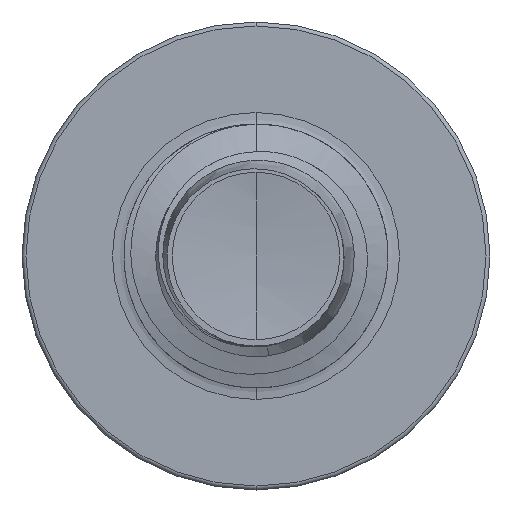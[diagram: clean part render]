
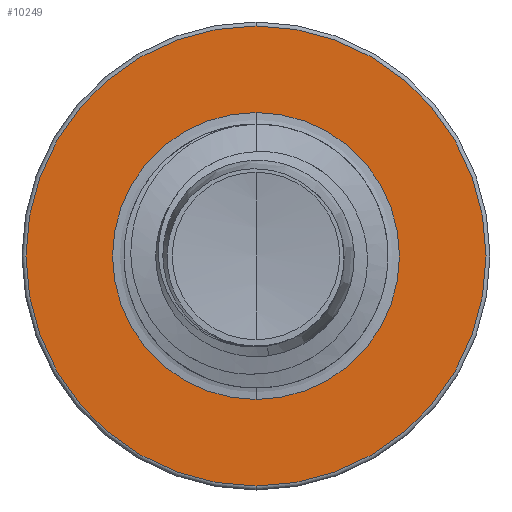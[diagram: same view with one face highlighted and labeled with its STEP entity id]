
A CAD part, front view. The second image highlights one B-rep face of the part: STEP entity #10249.
In plain terms, the highlighted planar face has unit normal (0, -1, 0).
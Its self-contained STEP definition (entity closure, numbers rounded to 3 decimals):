
#539 = DIRECTION ( 'NONE',  ( 0., 0., 1. ) ) ;
#725 = EDGE_CURVE ( 'NONE', #853, #9634, #16089, .T. ) ;
#853 = VERTEX_POINT ( 'NONE', #1373 ) ;
#1373 = CARTESIAN_POINT ( 'NONE',  ( 0., 3.5, -1.196 ) ) ;
#1376 = EDGE_LOOP ( 'NONE', ( #15899, #15291 ) ) ;
#1982 = CIRCLE ( 'NONE', #14577, 1.917 ) ;
#2189 = DIRECTION ( 'NONE',  ( 0., 0., 1. ) ) ;
#2213 = DIRECTION ( 'NONE',  ( 0., 1., 0. ) ) ;
#2236 = CARTESIAN_POINT ( 'NONE',  ( 0., 3.5, 0. ) ) ;
#2373 = DIRECTION ( 'NONE',  ( 0., 0., 1. ) ) ;
#2394 = CARTESIAN_POINT ( 'NONE',  ( 0., 3.5, 1.196 ) ) ;
#2398 = DIRECTION ( 'NONE',  ( 0., 1., 0. ) ) ;
#2423 = CARTESIAN_POINT ( 'NONE',  ( 0., 3.5, 0. ) ) ;
#2473 = EDGE_CURVE ( 'NONE', #12967, #14496, #12076, .T. ) ;
#2530 = DIRECTION ( 'NONE',  ( 0., 0., 1. ) ) ;
#2634 = DIRECTION ( 'NONE',  ( 0., 1., 0. ) ) ;
#2655 = CARTESIAN_POINT ( 'NONE',  ( 0., 3.5, 0. ) ) ;
#5050 = EDGE_CURVE ( 'NONE', #9634, #853, #6136, .T. ) ;
#5059 = EDGE_LOOP ( 'NONE', ( #13137, #10616 ) ) ;
#5075 = EDGE_CURVE ( 'NONE', #14496, #12967, #1982, .T. ) ;
#5321 = AXIS2_PLACEMENT_3D ( 'NONE', #2236, #2213, #2189 ) ;
#5666 = AXIS2_PLACEMENT_3D ( 'NONE', #2655, #2634, #2530 ) ;
#6136 = CIRCLE ( 'NONE', #5666, 1.196 ) ;
#6271 = CARTESIAN_POINT ( 'NONE',  ( 0., 3.5, -1.196 ) ) ;
#7349 = AXIS2_PLACEMENT_3D ( 'NONE', #6271, #8956, #539 ) ;
#8956 = DIRECTION ( 'NONE',  ( 0., 1., 0. ) ) ;
#9444 = FACE_OUTER_BOUND ( 'NONE', #5059, .T. ) ;
#9634 = VERTEX_POINT ( 'NONE', #2394 ) ;
#9855 = DIRECTION ( 'NONE',  ( 0., 0., 1. ) ) ;
#9858 = DIRECTION ( 'NONE',  ( 0., 1., 0. ) ) ;
#9874 = CARTESIAN_POINT ( 'NONE',  ( 0., 3.5, 0. ) ) ;
#10249 = ADVANCED_FACE ( 'NONE', ( #9444, #12558 ), #12522, .F. ) ;
#10616 = ORIENTED_EDGE ( 'NONE', *, *, #5075, .F. ) ;
#11130 = CARTESIAN_POINT ( 'NONE',  ( 0., 3.5, -1.917 ) ) ;
#12076 = CIRCLE ( 'NONE', #14485, 1.917 ) ;
#12522 = PLANE ( 'NONE',  #7349 ) ;
#12558 = FACE_BOUND ( 'NONE', #1376, .T. ) ;
#12967 = VERTEX_POINT ( 'NONE', #15074 ) ;
#13137 = ORIENTED_EDGE ( 'NONE', *, *, #2473, .F. ) ;
#14485 = AXIS2_PLACEMENT_3D ( 'NONE', #9874, #9858, #9855 ) ;
#14496 = VERTEX_POINT ( 'NONE', #11130 ) ;
#14577 = AXIS2_PLACEMENT_3D ( 'NONE', #2423, #2398, #2373 ) ;
#15074 = CARTESIAN_POINT ( 'NONE',  ( 0., 3.5, 1.917 ) ) ;
#15291 = ORIENTED_EDGE ( 'NONE', *, *, #725, .T. ) ;
#15899 = ORIENTED_EDGE ( 'NONE', *, *, #5050, .T. ) ;
#16089 = CIRCLE ( 'NONE', #5321, 1.196 ) ;
